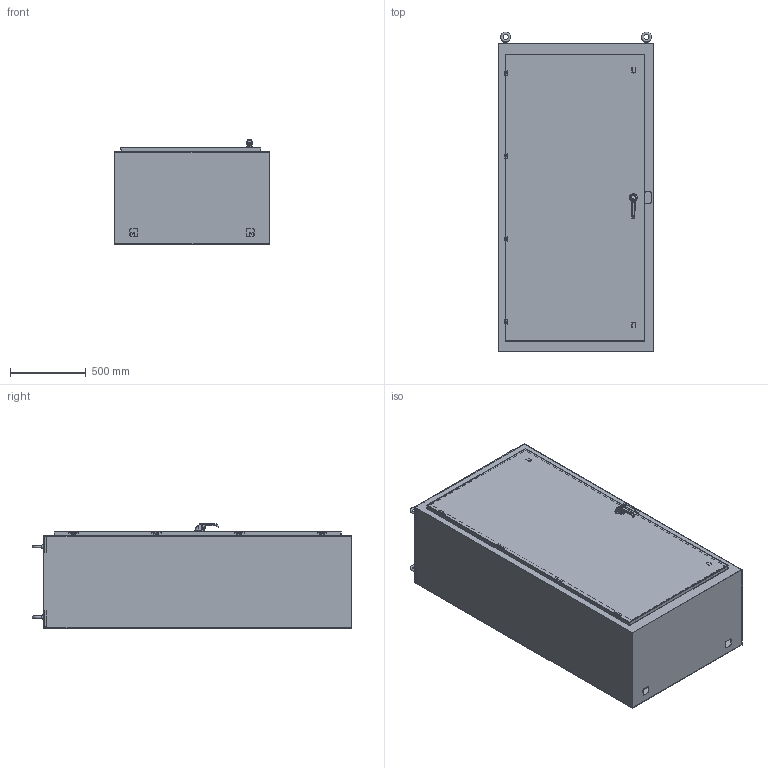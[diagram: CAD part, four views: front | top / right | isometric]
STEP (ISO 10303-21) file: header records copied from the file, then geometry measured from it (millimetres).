
FILE_DESCRIPTION (( 'STEP AP214' ), '1' );
FILE_NAME ('SCE-N80L4024.STEP', '2024-05-09T14:45:41', ( '' ), ( '' ), 'SwSTEP 2.0', 'SolidWorks 2023', '' );
FILE_SCHEMA (( 'AUTOMOTIVE_DESIGN' ));
Length unit declared in the file: inch
Products named in the file (1): SCE-N80L4024
Bounding box: 1022.35 x 2106.79 x 687.23 mm (x, y, z)
Volume: 21155085.6 mm3; surface area: 15744549.5 mm2
Topology: 30 solids, 34 shells, 4201 faces, 10621 edges, 6525 vertices
Faces by surface type: plane 1646, cylinder 1471, bspline 454, torus 416, cone 119, sphere 95
Full cylindrical faces by diameter (mm): 1.016 x4, 3.978 x4, 4.318 x20, 4.978 x16, 5.016 x2, 5.207 x8, 5.232 x8, 5.537 x4, 6.096 x8, 6.198 x8, 6.35 x8, 9.525 x10, 10.323 x8, 11.11 x2, 11.112 x6, 11.113 x4, 15.24 x4, 16 x1, 22 x1, 29.8 x4
Entity records: 200233 total; most frequent: CARTESIAN_POINT 104339, ORIENTED_EDGE 20514, DIRECTION 18767, EDGE_CURVE 10257, AXIS2_PLACEMENT_3D 6941, VERTEX_POINT 6419, VECTOR 4885, LINE 4885
